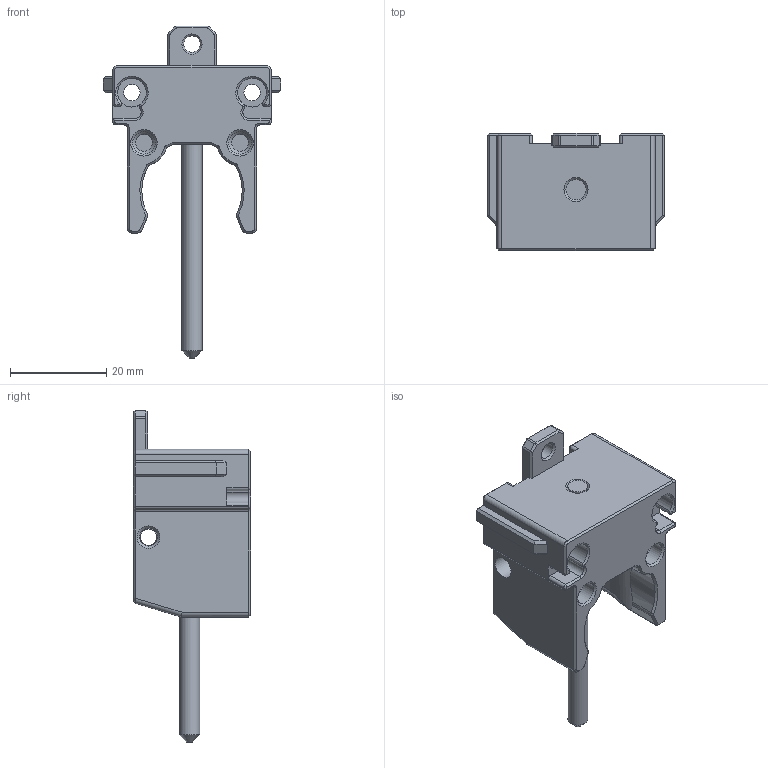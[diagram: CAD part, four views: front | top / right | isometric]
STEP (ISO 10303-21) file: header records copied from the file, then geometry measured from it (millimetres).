
FILE_DESCRIPTION(/* description */ (''),/* implementation_level */ '2;1');
FILE_NAME(/* name */ 'model.step',/* time_stamp */ '2024-10-10T14:53:45-07:00',/* author */ (''),/* organization */ (''),/* preprocessor_version */ 'ST-DEVELOPER v20',/* originating_system */ 'Autodesk Translation Framework v13.20.0.188',/* authorisation */ '');
FILE_SCHEMA (('AUTOMOTIVE_DESIGN { 1 0 10303 214 3 1 1 }'));
Length unit declared in the file: millimetre
Products named in the file (1): Dragon_Mount
Bounding box: 37 x 24.4 x 69.07 mm (x, y, z)
Volume: 14397.7 mm3; surface area: 7545 mm2
Topology: 2 solids, 2 shells, 262 faces, 639 edges, 383 vertices
Faces by surface type: plane 114, cone 66, cylinder 60, bspline 22
Full cylindrical faces by diameter (mm): 3.4 x5, 4.2 x2, 4.7 x4, 6 x2
Entity records: 8290 total; most frequent: CARTESIAN_POINT 2210, ORIENTED_EDGE 1278, DIRECTION 1217, EDGE_CURVE 639, AXIS2_PLACEMENT_3D 416, LINE 385, VECTOR 385, VERTEX_POINT 383
